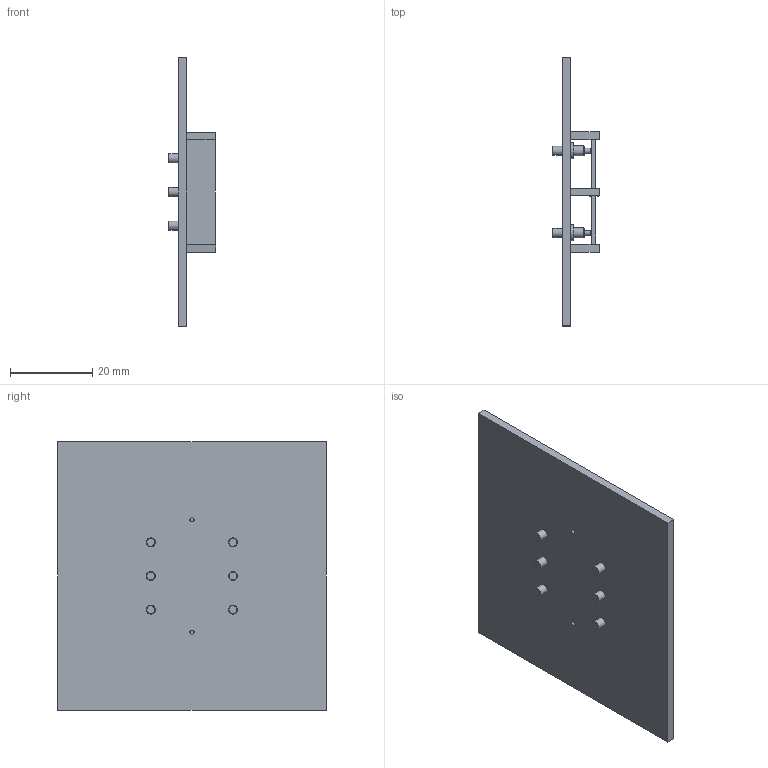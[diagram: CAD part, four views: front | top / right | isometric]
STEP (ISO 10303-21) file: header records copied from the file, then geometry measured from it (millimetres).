
FILE_DESCRIPTION(/* description */ (''),/* implementation_level */ '2;1');
FILE_NAME(/* name */ 'Pogo Pin initial test.step',/* time_stamp */ '2023-11-25T10:34:25-06:00',/* author */ (''),/* organization */ (''),/* preprocessor_version */ 'ST-DEVELOPER v20',/* originating_system */ 'Autodesk Translation Framework v12.14.0.127',/* authorisation */ '');
FILE_SCHEMA (('AUTOMOTIVE_DESIGN { 1 0 10303 214 3 1 1 }'));
Length unit declared in the file: millimetre
Products named in the file (5): Perovskite Assembly; perovskite; mill-max-0850; Metal Base; Standoff
Assembly tree (10 placements, depth 2):
  Perovskite Assembly
    perovskite
    mill-max-0850  x6
    Metal Base
    Standoff  x2
Bounding box: 11.51 x 65.4 x 65.4 mm (x, y, z)
Volume: 10120.5 mm3; surface area: 11997.3 mm2
Topology: 10 solids, 10 shells, 230 faces, 532 edges, 348 vertices
Faces by surface type: plane 178, cylinder 34, cone 12, sphere 6
Full cylindrical faces by diameter (mm): 1 x2, 1.27 x6, 1.75 x2, 2.21 x12, 2.413 x6, 3.886 x6
Entity records: 4905 total; most frequent: CARTESIAN_POINT 830, ORIENTED_EDGE 790, DIRECTION 775, EDGE_CURVE 395, LINE 361, VECTOR 361, VERTEX_POINT 262, AXIS2_PLACEMENT_3D 207
